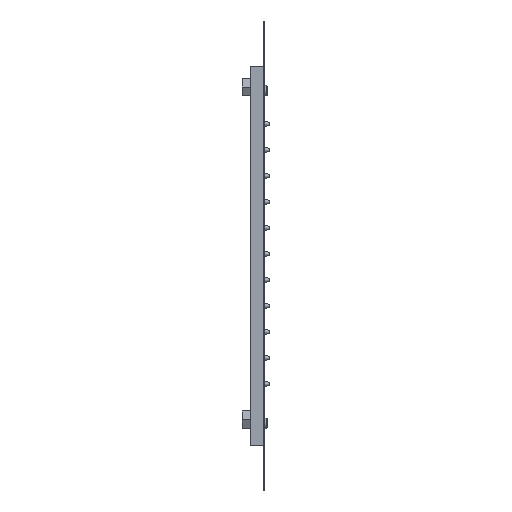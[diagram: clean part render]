
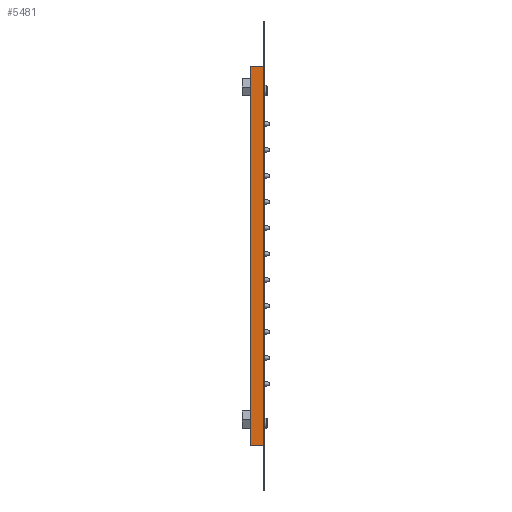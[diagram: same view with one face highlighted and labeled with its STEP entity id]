
A CAD part, left-side view. The second image highlights one B-rep face of the part: STEP entity #5481.
In plain terms, the highlighted planar face has unit normal (-1, 0, 0).
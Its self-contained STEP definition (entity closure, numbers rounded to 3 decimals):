
#662 = VECTOR ( 'NONE', #7436, 1000. ) ;
#782 = LINE ( 'NONE', #1201, #15073 ) ;
#1201 = CARTESIAN_POINT ( 'NONE',  ( -302.5, 14., -182.5 ) ) ;
#1277 = ORIENTED_EDGE ( 'NONE', *, *, #14192, .T. ) ;
#1840 = VECTOR ( 'NONE', #7090, 1000. ) ;
#2156 = CARTESIAN_POINT ( 'NONE',  ( -302.5, 14., -182.5 ) ) ;
#2615 = DIRECTION ( 'NONE',  ( 1., 0., 0. ) ) ;
#4441 = PLANE ( 'NONE',  #22404 ) ;
#4446 = EDGE_LOOP ( 'NONE', ( #1277, #20541, #15793, #12222 ) ) ;
#5481 = ADVANCED_FACE ( 'NONE', ( #16487 ), #4441, .F. ) ;
#6606 = VECTOR ( 'NONE', #6891, 1000. ) ;
#6891 = DIRECTION ( 'NONE',  ( 0., -1., 0. ) ) ;
#7012 = EDGE_CURVE ( 'NONE', #9419, #13969, #10448, .T. ) ;
#7090 = DIRECTION ( 'NONE',  ( 0., -1., 0. ) ) ;
#7330 = VERTEX_POINT ( 'NONE', #11984 ) ;
#7436 = DIRECTION ( 'NONE',  ( 0., 0., 1. ) ) ;
#7444 = DIRECTION ( 'NONE',  ( 0., 0., 1. ) ) ;
#9419 = VERTEX_POINT ( 'NONE', #10691 ) ;
#10182 = CARTESIAN_POINT ( 'NONE',  ( -302.5, 14., -182.5 ) ) ;
#10448 = LINE ( 'NONE', #10669, #6606 ) ;
#10669 = CARTESIAN_POINT ( 'NONE',  ( -302.5, 14., 182.5 ) ) ;
#10691 = CARTESIAN_POINT ( 'NONE',  ( -302.5, 14., 182.5 ) ) ;
#11037 = VERTEX_POINT ( 'NONE', #10182 ) ;
#11335 = CARTESIAN_POINT ( 'NONE',  ( -302.5, 14., -182.5 ) ) ;
#11984 = CARTESIAN_POINT ( 'NONE',  ( -302.5, 1.5, -182.5 ) ) ;
#12222 = ORIENTED_EDGE ( 'NONE', *, *, #13047, .T. ) ;
#12355 = LINE ( 'NONE', #15908, #662 ) ;
#13047 = EDGE_CURVE ( 'NONE', #11037, #7330, #14831, .T. ) ;
#13969 = VERTEX_POINT ( 'NONE', #14777 ) ;
#14192 = EDGE_CURVE ( 'NONE', #7330, #13969, #12355, .T. ) ;
#14777 = CARTESIAN_POINT ( 'NONE',  ( -302.5, 1.5, 182.5 ) ) ;
#14831 = LINE ( 'NONE', #2156, #1840 ) ;
#15073 = VECTOR ( 'NONE', #7444, 1000. ) ;
#15793 = ORIENTED_EDGE ( 'NONE', *, *, #20365, .F. ) ;
#15908 = CARTESIAN_POINT ( 'NONE',  ( -302.5, 1.5, -182.5 ) ) ;
#16487 = FACE_OUTER_BOUND ( 'NONE', #4446, .T. ) ;
#18543 = DIRECTION ( 'NONE',  ( 0., 0., -1. ) ) ;
#20365 = EDGE_CURVE ( 'NONE', #11037, #9419, #782, .T. ) ;
#20541 = ORIENTED_EDGE ( 'NONE', *, *, #7012, .F. ) ;
#22404 = AXIS2_PLACEMENT_3D ( 'NONE', #11335, #2615, #18543 ) ;
